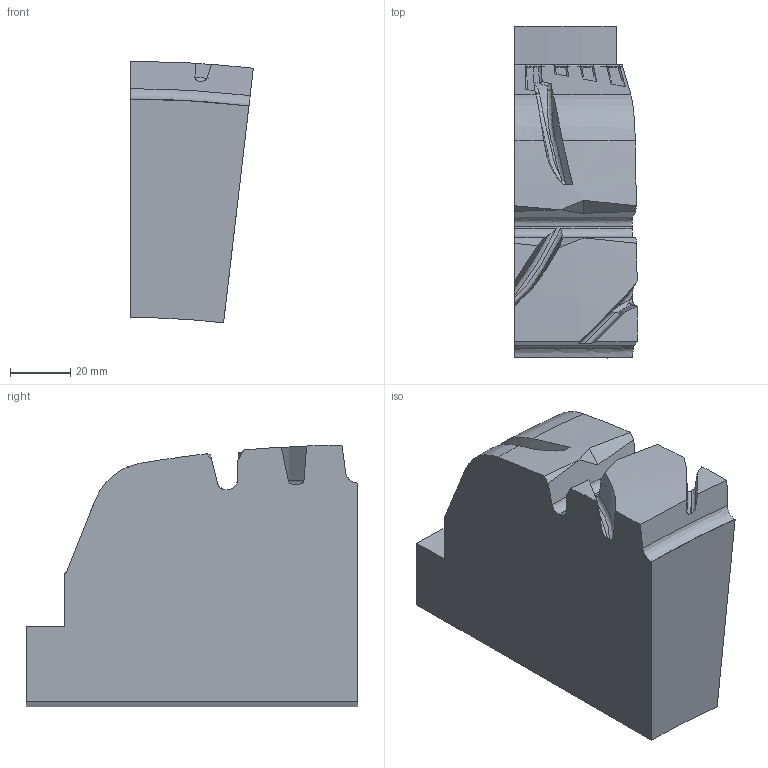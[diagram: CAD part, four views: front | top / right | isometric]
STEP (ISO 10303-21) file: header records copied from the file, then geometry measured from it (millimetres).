
FILE_DESCRIPTION(('CATIA V5 STEP Exchange'),'2;1');
FILE_NAME('3D model.stp','2013-08-30T10:11:20+00:00',('none'),('none'),'CATIA Version 5 Release 20 SP 4 (IN-10)','CATIA V5 STEP AP203','none');
FILE_SCHEMA(('CONFIG_CONTROL_DESIGN'));
Length unit declared in the file: millimetre
Products named in the file (1): YT2200-215R14C-WY01
Bounding box: 40.64 x 110 x 86.76 mm (x, y, z)
Volume: 272475.7 mm3; surface area: 30385.7 mm2
Topology: 1 solids, 1 shells, 101 faces, 276 edges, 177 vertices
Faces by surface type: bspline 58, torus 14, revolution 10, cone 7, cylinder 6, plane 6
Entity records: 8731 total; most frequent: CARTESIAN_POINT 6760, ORIENTED_EDGE 552, EDGE_CURVE 276, B_SPLINE_CURVE_WITH_KNOTS 208, VERTEX_POINT 177, DIRECTION 130, ADVANCED_FACE 101, EDGE_LOOP 101
